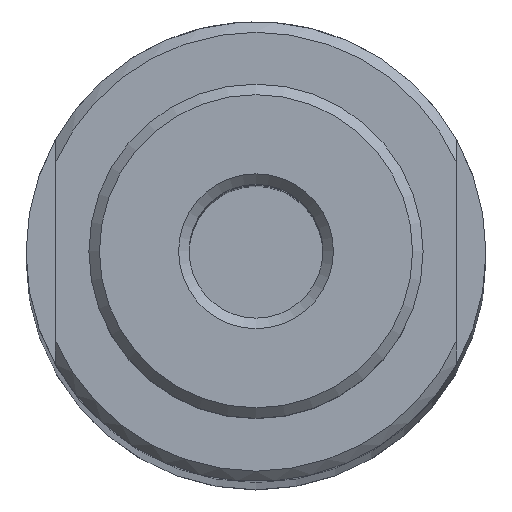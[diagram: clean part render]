
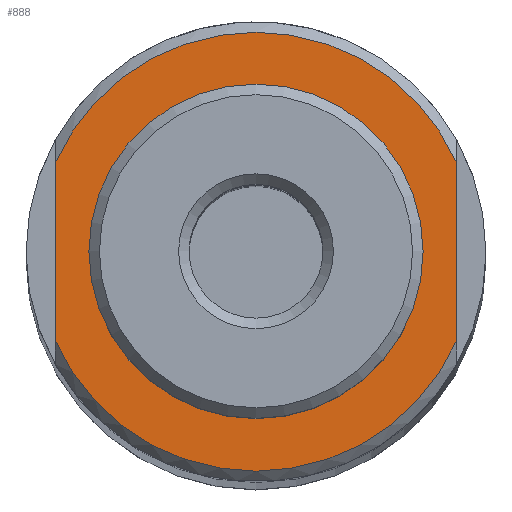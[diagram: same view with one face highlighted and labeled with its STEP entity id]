
A CAD part, top view. The second image highlights one B-rep face of the part: STEP entity #888.
In plain terms, the highlighted planar face has unit normal (0, 0, 1).
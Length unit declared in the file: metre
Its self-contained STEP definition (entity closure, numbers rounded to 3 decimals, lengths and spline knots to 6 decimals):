
#86=LINE('',#1433,#120);
#90=LINE('',#1454,#124);
#120=VECTOR('',#1129,1.);
#124=VECTOR('',#1139,1.);
#218=ORIENTED_EDGE('',*,*,#435,.F.);
#219=ORIENTED_EDGE('',*,*,#397,.F.);
#220=ORIENTED_EDGE('',*,*,#436,.T.);
#221=ORIENTED_EDGE('',*,*,#404,.T.);
#222=ORIENTED_EDGE('',*,*,#410,.T.);
#397=EDGE_CURVE('',#506,#507,#86,.T.);
#404=EDGE_CURVE('',#513,#512,#90,.T.);
#410=EDGE_CURVE('',#512,#507,#581,.T.);
#435=EDGE_CURVE('',#540,#540,#604,.T.);
#436=EDGE_CURVE('',#506,#513,#605,.T.);
#506=VERTEX_POINT('',#1432);
#507=VERTEX_POINT('',#1434);
#512=VERTEX_POINT('',#1453);
#513=VERTEX_POINT('',#1455);
#540=VERTEX_POINT('',#1537);
#581=CIRCLE('',#970,0.010422);
#604=CIRCLE('',#1006,0.007925);
#605=CIRCLE('',#1007,0.010422);
#662=EDGE_LOOP('',(#218));
#663=EDGE_LOOP('',(#219,#220,#221,#222));
#766=FACE_BOUND('',#662,.T.);
#767=FACE_BOUND('',#663,.T.);
#854=PLANE('',#1005);
#888=ADVANCED_FACE('',(#766,#767),#854,.T.);
#970=AXIS2_PLACEMENT_3D('',#1469,#1149,#1150);
#1005=AXIS2_PLACEMENT_3D('',#1535,#1220,#1221);
#1006=AXIS2_PLACEMENT_3D('',#1536,#1222,#1223);
#1007=AXIS2_PLACEMENT_3D('',#1538,#1224,#1225);
#1129=DIRECTION('',(0.,1.,0.));
#1139=DIRECTION('',(0.,1.,0.));
#1149=DIRECTION('',(0.,0.,1.));
#1150=DIRECTION('',(1.,0.,0.));
#1220=DIRECTION('',(0.,0.,1.));
#1221=DIRECTION('',(1.,0.,0.));
#1222=DIRECTION('',(0.,0.,1.));
#1223=DIRECTION('',(1.,0.,0.));
#1224=DIRECTION('',(0.,0.,1.));
#1225=DIRECTION('',(1.,0.,0.));
#1432=CARTESIAN_POINT('',(-0.009525,-0.00423,0.121031));
#1433=CARTESIAN_POINT('',(-0.009525,-0.010922,0.121031));
#1434=CARTESIAN_POINT('',(-0.009525,0.00423,0.121031));
#1453=CARTESIAN_POINT('',(0.009525,0.00423,0.121031));
#1454=CARTESIAN_POINT('',(0.009525,-0.010922,0.121031));
#1455=CARTESIAN_POINT('',(0.009525,-0.00423,0.121031));
#1469=CARTESIAN_POINT('',(0.,0.,0.121031));
#1535=CARTESIAN_POINT('',(0.,0.,0.121031));
#1536=CARTESIAN_POINT('',(0.,0.,0.121031));
#1537=CARTESIAN_POINT('',(0.007925,0.,0.121031));
#1538=CARTESIAN_POINT('',(0.,0.,0.121031));
